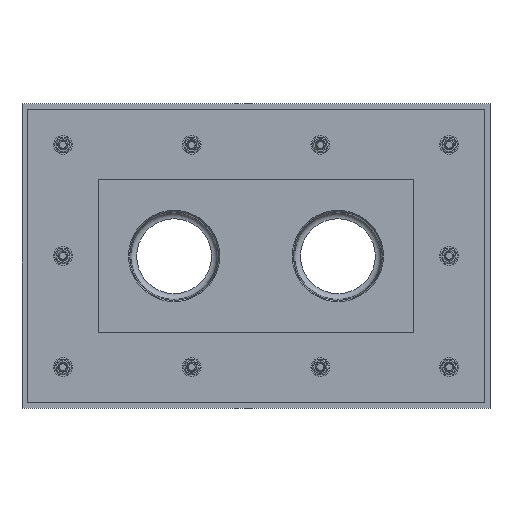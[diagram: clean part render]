
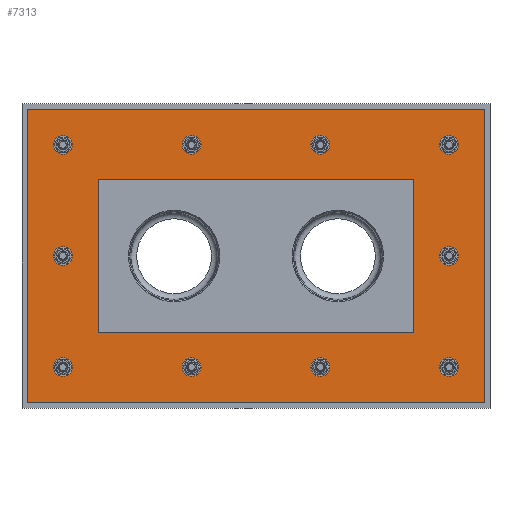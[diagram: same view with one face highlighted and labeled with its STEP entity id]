
A CAD part, top view. The second image highlights one B-rep face of the part: STEP entity #7313.
In plain terms, the highlighted planar face has unit normal (0, 0, 1).
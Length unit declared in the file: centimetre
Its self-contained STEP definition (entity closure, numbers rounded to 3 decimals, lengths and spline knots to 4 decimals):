
#249=FACE_BOUND('',#1334,.T.);
#250=FACE_BOUND('',#1335,.T.);
#251=FACE_BOUND('',#1336,.T.);
#252=FACE_BOUND('',#1337,.T.);
#253=FACE_BOUND('',#1338,.T.);
#254=FACE_BOUND('',#1339,.T.);
#255=FACE_BOUND('',#1340,.T.);
#256=FACE_BOUND('',#1341,.T.);
#257=FACE_BOUND('',#1342,.T.);
#258=FACE_BOUND('',#1343,.T.);
#259=FACE_BOUND('',#1344,.T.);
#351=PLANE('',#8141);
#815=FACE_OUTER_BOUND('',#1333,.T.);
#1333=EDGE_LOOP('',(#5759,#5760,#5761,#5762));
#1334=EDGE_LOOP('',(#5763));
#1335=EDGE_LOOP('',(#5764));
#1336=EDGE_LOOP('',(#5765));
#1337=EDGE_LOOP('',(#5766));
#1338=EDGE_LOOP('',(#5767));
#1339=EDGE_LOOP('',(#5768,#5769,#5770,#5771));
#1340=EDGE_LOOP('',(#5772));
#1341=EDGE_LOOP('',(#5773));
#1342=EDGE_LOOP('',(#5774));
#1343=EDGE_LOOP('',(#5775));
#1344=EDGE_LOOP('',(#5776));
#1882=LINE('',#12027,#2332);
#1885=LINE('',#12033,#2335);
#1888=LINE('',#12039,#2338);
#1891=LINE('',#12043,#2341);
#1899=LINE('',#12081,#2349);
#1902=LINE('',#12087,#2352);
#1905=LINE('',#12093,#2355);
#1908=LINE('',#12097,#2358);
#2332=VECTOR('',#9915,1.);
#2335=VECTOR('',#9920,1.);
#2338=VECTOR('',#9925,1.);
#2341=VECTOR('',#9930,1.);
#2349=VECTOR('',#9970,1.);
#2352=VECTOR('',#9975,1.);
#2355=VECTOR('',#9980,1.);
#2358=VECTOR('',#9985,1.);
#2779=CIRCLE('',#8104,6.);
#2781=CIRCLE('',#8107,6.);
#2783=CIRCLE('',#8110,6.);
#2785=CIRCLE('',#8113,6.);
#2787=CIRCLE('',#8116,6.);
#2789=CIRCLE('',#8123,6.);
#2791=CIRCLE('',#8126,6.);
#2793=CIRCLE('',#8129,6.);
#2795=CIRCLE('',#8132,6.);
#2797=CIRCLE('',#8135,6.);
#3245=VERTEX_POINT('',#11991);
#3247=VERTEX_POINT('',#11997);
#3249=VERTEX_POINT('',#12003);
#3251=VERTEX_POINT('',#12009);
#3253=VERTEX_POINT('',#12015);
#3257=VERTEX_POINT('',#12024);
#3258=VERTEX_POINT('',#12026);
#3260=VERTEX_POINT('',#12032);
#3262=VERTEX_POINT('',#12038);
#3263=VERTEX_POINT('',#12045);
#3265=VERTEX_POINT('',#12051);
#3267=VERTEX_POINT('',#12057);
#3269=VERTEX_POINT('',#12063);
#3271=VERTEX_POINT('',#12069);
#3275=VERTEX_POINT('',#12078);
#3276=VERTEX_POINT('',#12080);
#3278=VERTEX_POINT('',#12086);
#3280=VERTEX_POINT('',#12092);
#4111=EDGE_CURVE('',#3245,#3245,#2779,.T.);
#4114=EDGE_CURVE('',#3247,#3247,#2781,.T.);
#4117=EDGE_CURVE('',#3249,#3249,#2783,.T.);
#4120=EDGE_CURVE('',#3251,#3251,#2785,.T.);
#4123=EDGE_CURVE('',#3253,#3253,#2787,.T.);
#4128=EDGE_CURVE('',#3258,#3257,#1882,.T.);
#4131=EDGE_CURVE('',#3260,#3258,#1885,.T.);
#4134=EDGE_CURVE('',#3262,#3260,#1888,.T.);
#4137=EDGE_CURVE('',#3257,#3262,#1891,.T.);
#4138=EDGE_CURVE('',#3263,#3263,#2789,.T.);
#4141=EDGE_CURVE('',#3265,#3265,#2791,.T.);
#4144=EDGE_CURVE('',#3267,#3267,#2793,.T.);
#4147=EDGE_CURVE('',#3269,#3269,#2795,.T.);
#4150=EDGE_CURVE('',#3271,#3271,#2797,.T.);
#4155=EDGE_CURVE('',#3276,#3275,#1899,.T.);
#4158=EDGE_CURVE('',#3278,#3276,#1902,.T.);
#4161=EDGE_CURVE('',#3280,#3278,#1905,.T.);
#4164=EDGE_CURVE('',#3275,#3280,#1908,.T.);
#5759=ORIENTED_EDGE('',*,*,#4164,.T.);
#5760=ORIENTED_EDGE('',*,*,#4161,.T.);
#5761=ORIENTED_EDGE('',*,*,#4158,.T.);
#5762=ORIENTED_EDGE('',*,*,#4155,.T.);
#5763=ORIENTED_EDGE('',*,*,#4150,.T.);
#5764=ORIENTED_EDGE('',*,*,#4147,.T.);
#5765=ORIENTED_EDGE('',*,*,#4144,.T.);
#5766=ORIENTED_EDGE('',*,*,#4141,.T.);
#5767=ORIENTED_EDGE('',*,*,#4138,.T.);
#5768=ORIENTED_EDGE('',*,*,#4137,.T.);
#5769=ORIENTED_EDGE('',*,*,#4134,.T.);
#5770=ORIENTED_EDGE('',*,*,#4131,.T.);
#5771=ORIENTED_EDGE('',*,*,#4128,.T.);
#5772=ORIENTED_EDGE('',*,*,#4123,.T.);
#5773=ORIENTED_EDGE('',*,*,#4120,.T.);
#5774=ORIENTED_EDGE('',*,*,#4117,.T.);
#5775=ORIENTED_EDGE('',*,*,#4114,.T.);
#5776=ORIENTED_EDGE('',*,*,#4111,.T.);
#7313=ADVANCED_FACE('',(#815,#249,#250,#251,#252,#253,#254,#255,#256,#257,
#258,#259),#351,.T.);
#8104=AXIS2_PLACEMENT_3D('',#11992,#9878,#9879);
#8107=AXIS2_PLACEMENT_3D('',#11998,#9885,#9886);
#8110=AXIS2_PLACEMENT_3D('',#12004,#9892,#9893);
#8113=AXIS2_PLACEMENT_3D('',#12010,#9899,#9900);
#8116=AXIS2_PLACEMENT_3D('',#12016,#9906,#9907);
#8123=AXIS2_PLACEMENT_3D('',#12046,#9933,#9934);
#8126=AXIS2_PLACEMENT_3D('',#12052,#9940,#9941);
#8129=AXIS2_PLACEMENT_3D('',#12058,#9947,#9948);
#8132=AXIS2_PLACEMENT_3D('',#12064,#9954,#9955);
#8135=AXIS2_PLACEMENT_3D('',#12070,#9961,#9962);
#8141=AXIS2_PLACEMENT_3D('',#12098,#9986,#9987);
#9878=DIRECTION('center_axis',(0.,0.,-1.));
#9879=DIRECTION('ref_axis',(1.,0.,0.));
#9885=DIRECTION('center_axis',(0.,0.,-1.));
#9886=DIRECTION('ref_axis',(-1.,0.,0.));
#9892=DIRECTION('center_axis',(0.,0.,-1.));
#9893=DIRECTION('ref_axis',(1.,0.,0.));
#9899=DIRECTION('center_axis',(0.,0.,-1.));
#9900=DIRECTION('ref_axis',(-1.,0.,0.));
#9906=DIRECTION('center_axis',(0.,0.,-1.));
#9907=DIRECTION('ref_axis',(-1.,0.,0.));
#9915=DIRECTION('',(1.,0.,0.));
#9920=DIRECTION('',(0.,1.,0.));
#9925=DIRECTION('',(-1.,0.,0.));
#9930=DIRECTION('',(0.,-1.,0.));
#9933=DIRECTION('center_axis',(0.,0.,-1.));
#9934=DIRECTION('ref_axis',(-1.,0.,0.));
#9940=DIRECTION('center_axis',(0.,0.,-1.));
#9941=DIRECTION('ref_axis',(1.,0.,0.));
#9947=DIRECTION('center_axis',(0.,0.,-1.));
#9948=DIRECTION('ref_axis',(1.,0.,0.));
#9954=DIRECTION('center_axis',(0.,0.,-1.));
#9955=DIRECTION('ref_axis',(1.,0.,0.));
#9961=DIRECTION('center_axis',(0.,0.,-1.));
#9962=DIRECTION('ref_axis',(1.,0.,0.));
#9970=DIRECTION('',(-1.,0.,0.));
#9975=DIRECTION('',(0.,1.,0.));
#9980=DIRECTION('',(1.,0.,0.));
#9985=DIRECTION('',(0.,-1.,0.));
#9986=DIRECTION('center_axis',(0.,0.,1.));
#9987=DIRECTION('ref_axis',(1.,0.,0.));
#11991=CARTESIAN_POINT('',(-101.,-95.,12.));
#11992=CARTESIAN_POINT('Origin',(-95.,-95.,12.));
#11997=CARTESIAN_POINT('',(-89.,95.,12.));
#11998=CARTESIAN_POINT('Origin',(-95.,95.,12.));
#12003=CARTESIAN_POINT('',(119.,-95.,12.));
#12004=CARTESIAN_POINT('Origin',(125.,-95.,12.));
#12009=CARTESIAN_POINT('',(21.,95.,12.));
#12010=CARTESIAN_POINT('Origin',(15.,95.,12.));
#12015=CARTESIAN_POINT('',(131.,95.,12.));
#12016=CARTESIAN_POINT('Origin',(125.,95.,12.));
#12024=CARTESIAN_POINT('',(205.,65.,12.));
#12026=CARTESIAN_POINT('',(-65.,65.,12.));
#12027=CARTESIAN_POINT('',(-65.,65.,12.));
#12032=CARTESIAN_POINT('',(-65.,-65.,12.));
#12033=CARTESIAN_POINT('',(-65.,-65.,12.));
#12038=CARTESIAN_POINT('',(205.,-65.,12.));
#12039=CARTESIAN_POINT('',(205.,-65.,12.));
#12043=CARTESIAN_POINT('',(205.,65.,12.));
#12045=CARTESIAN_POINT('',(241.,95.,12.));
#12046=CARTESIAN_POINT('Origin',(235.,95.,12.));
#12051=CARTESIAN_POINT('',(229.,0.,12.));
#12052=CARTESIAN_POINT('Origin',(235.,0.,12.));
#12057=CARTESIAN_POINT('',(229.,-95.,12.));
#12058=CARTESIAN_POINT('Origin',(235.,-95.,12.));
#12063=CARTESIAN_POINT('',(9.,-95.,12.));
#12064=CARTESIAN_POINT('Origin',(15.,-95.,12.));
#12069=CARTESIAN_POINT('',(-101.,0.,12.));
#12070=CARTESIAN_POINT('Origin',(-95.,0.,
12.));
#12078=CARTESIAN_POINT('',(-125.,125.,12.));
#12080=CARTESIAN_POINT('',(265.,125.,12.));
#12081=CARTESIAN_POINT('',(265.,125.,12.));
#12086=CARTESIAN_POINT('',(265.,-125.,12.));
#12087=CARTESIAN_POINT('',(265.,-125.,12.));
#12092=CARTESIAN_POINT('',(-125.,-125.,12.));
#12093=CARTESIAN_POINT('',(-125.,-125.,12.));
#12097=CARTESIAN_POINT('',(-125.,125.,12.));
#12098=CARTESIAN_POINT('Origin',(70.,0.,
12.));
